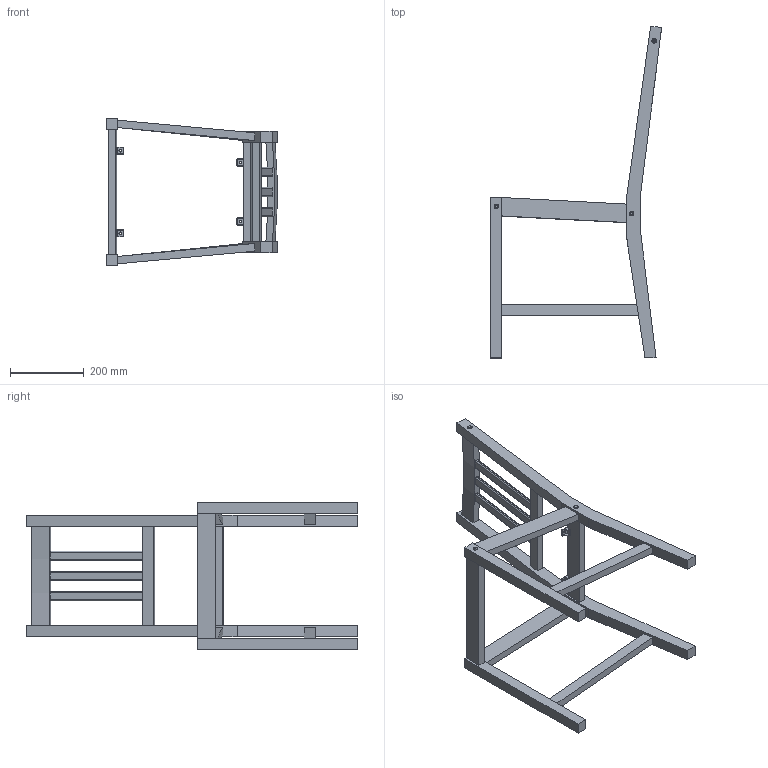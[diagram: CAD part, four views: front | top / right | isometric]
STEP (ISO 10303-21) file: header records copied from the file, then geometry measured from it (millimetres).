
FILE_DESCRIPTION (( 'STEP AP203' ), '1' );
FILE_NAME ('12page_scene_7.STEP', '2020-04-02T07:22:42', ( '' ), ( '' ), 'SwSTEP 2.0', 'SolidWorks 2014', '' );
FILE_SCHEMA (( 'CONFIG_CONTROL_DESIGN' ));
Length unit declared in the file: millimetre
Products named in the file (9): chair part2; chair part4; 12page_scene_7; chair braket(4ea); 渠蘆 犒餌chair part5; chair part5; chair part3; chair pin(14ea); countersunk flat head cross recess screw_iso(6ea)
Assembly tree (26 placements, depth 2):
  12page_scene_7
    渠蘆 犒餌chair part5
    chair pin(14ea)  x14
    chair part3
    chair braket(4ea)  x4
    chair part2
    chair part4
    chair part5
    countersunk flat head cross recess screw_iso(6ea)  x3
Bounding box: 464.67 x 900.57 x 400 mm (x, y, z)
Volume: 4981947.5 mm3; surface area: 750956.6 mm2
Topology: 26 solids, 26 shells, 598 faces, 1400 edges, 877 vertices
Faces by surface type: plane 262, cylinder 202, cone 112, bspline 8, sphere 8, torus 6
Entity records: 11146 total; most frequent: DIRECTION 1811, CARTESIAN_POINT 1712, ORIENTED_EDGE 1546, EDGE_CURVE 773, AXIS2_PLACEMENT_3D 688, VERTEX_POINT 501, LINE 435, VECTOR 435
